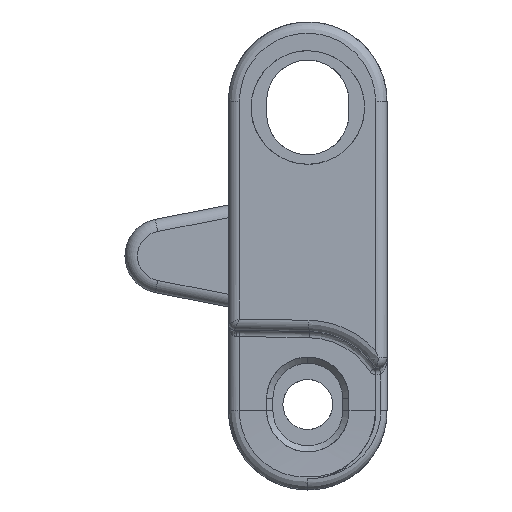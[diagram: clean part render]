
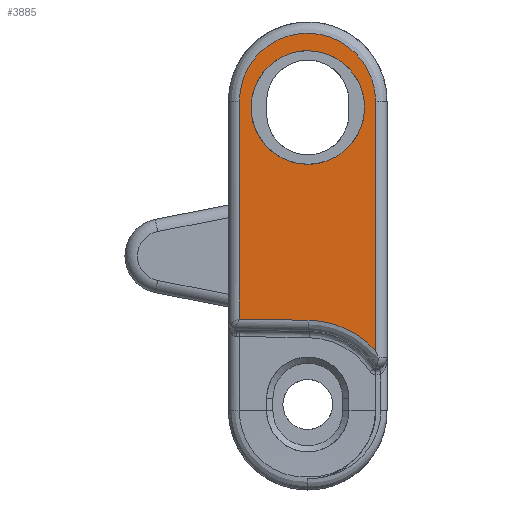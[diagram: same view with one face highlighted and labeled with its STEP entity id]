
A CAD part, left-side view. The second image highlights one B-rep face of the part: STEP entity #3885.
In plain terms, the highlighted planar face has unit normal (-0.999, 0.035, 0).
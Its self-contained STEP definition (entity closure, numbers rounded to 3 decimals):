
#603 = CARTESIAN_POINT ( 'NONE',  ( -56.61, 2.75, 16.45 ) ) ;
#622 = CARTESIAN_POINT ( 'NONE',  ( -57.246, -15.45, 7.35 ) ) ;
#1678 = CARTESIAN_POINT ( 'NONE',  ( -57.117, -11.769, -7.568 ) ) ;
#2121 = CARTESIAN_POINT ( 'NONE',  ( -56.737, -0.869, 12.4 ) ) ;
#2479 = VECTOR ( 'NONE', #8358, 1000. ) ;
#2822 = CARTESIAN_POINT ( 'NONE',  ( -57.117, -11.769, -7.568 ) ) ;
#2999 = CARTESIAN_POINT ( 'NONE',  ( -56.932, -6.447, -5.151 ) ) ;
#3885 = ADVANCED_FACE ( 'NONE', ( #13858, #30743 ), #19481, .T. ) ;
#4138 = VERTEX_POINT ( 'NONE', #13764 ) ;
#5514 = CARTESIAN_POINT ( 'NONE',  ( -56.928, -6.35, 16.45 ) ) ;
#5605 = ORIENTED_EDGE ( 'NONE', *, *, #26466, .F. ) ;
#5830 = DIRECTION ( 'NONE',  ( -0.999, 0.035, 0. ) ) ;
#6239 = EDGE_CURVE ( 'NONE', #14123, #10131, #20257, .T. ) ;
#7426 = EDGE_CURVE ( 'NONE', #15346, #14123, #30576, .T. ) ;
#7635 =( BOUNDED_CURVE ( )  B_SPLINE_CURVE ( 3, ( #5514, #30780, #622, #22067 ),
 .UNSPECIFIED., .F., .T. ) 
 B_SPLINE_CURVE_WITH_KNOTS ( ( 4, 4 ),
 ( 1.571, 4.712 ),
 .UNSPECIFIED. ) 
 CURVE ( )  GEOMETRIC_REPRESENTATION_ITEM ( )  RATIONAL_B_SPLINE_CURVE ( ( 1., 0.333, 0.333, 1. ) ) 
 REPRESENTATION_ITEM ( '' )  );
#7707 = EDGE_CURVE ( 'NONE', #35561, #10131, #18070, .T. ) ;
#8358 = DIRECTION ( 'NONE',  ( 0., 0., -1. ) ) ;
#8983 = CARTESIAN_POINT ( 'NONE',  ( -57.117, -11.769, 12.4 ) ) ;
#10131 = VERTEX_POINT ( 'NONE', #13845 ) ;
#10591 = VECTOR ( 'NONE', #20082, 1000. ) ;
#11341 = ORIENTED_EDGE ( 'NONE', *, *, #12214, .F. ) ;
#11709 = CARTESIAN_POINT ( 'NONE',  ( -56.737, -0.869, 23.3 ) ) ;
#11965 = EDGE_CURVE ( 'NONE', #22204, #14374, #7635, .T. ) ;
#12168 =( BOUNDED_CURVE ( )  B_SPLINE_CURVE ( 3, ( #33658, #13696, #603, #33297 ),
 .UNSPECIFIED., .F., .T. ) 
 B_SPLINE_CURVE_WITH_KNOTS ( ( 4, 4 ),
 ( 4.712, 7.854 ),
 .UNSPECIFIED. ) 
 CURVE ( )  GEOMETRIC_REPRESENTATION_ITEM ( )  RATIONAL_B_SPLINE_CURVE ( ( 1., 0.333, 0.333, 1. ) ) 
 REPRESENTATION_ITEM ( '' )  );
#12214 = EDGE_CURVE ( 'NONE', #4138, #15346, #33250, .T. ) ;
#13374 = ORIENTED_EDGE ( 'NONE', *, *, #6239, .F. ) ;
#13696 = CARTESIAN_POINT ( 'NONE',  ( -56.61, 2.75, 7.35 ) ) ;
#13764 = CARTESIAN_POINT ( 'NONE',  ( -57.117, -11.769, 12.4 ) ) ;
#13845 = CARTESIAN_POINT ( 'NONE',  ( -56.737, -0.869, -5.054 ) ) ;
#13858 = FACE_OUTER_BOUND ( 'NONE', #15302, .T. ) ;
#14123 = VERTEX_POINT ( 'NONE', #28248 ) ;
#14374 = VERTEX_POINT ( 'NONE', #25489 ) ;
#14848 = VECTOR ( 'NONE', #32410, 1000. ) ;
#15302 = EDGE_LOOP ( 'NONE', ( #35823, #13374, #35645, #11341, #5605 ) ) ;
#15346 = VERTEX_POINT ( 'NONE', #1678 ) ;
#16125 = CARTESIAN_POINT ( 'NONE',  ( -57.069, -10.385, -6.04 ) ) ;
#16767 = DIRECTION ( 'NONE',  ( -0.035, -0.999, 0. ) ) ;
#17196 = CARTESIAN_POINT ( 'NONE',  ( -57.134, -12.242, -5.252 ) ) ;
#18070 = LINE ( 'NONE', #35322, #14848 ) ;
#19481 = PLANE ( 'NONE',  #23022 ) ;
#20082 = DIRECTION ( 'NONE',  ( 0.035, 0.999, 0.017 ) ) ;
#20257 = LINE ( 'NONE', #17196, #10591 ) ;
#20416 = CARTESIAN_POINT ( 'NONE',  ( -56.737, -0.869, 12.4 ) ) ;
#21088 =( BOUNDED_CURVE ( )  B_SPLINE_CURVE ( 3, ( #20416, #11709, #33507, #8983 ),
 .UNSPECIFIED., .F., .T. ) 
 B_SPLINE_CURVE_WITH_KNOTS ( ( 4, 4 ),
 ( 0., 3.142 ),
 .UNSPECIFIED. ) 
 CURVE ( )  GEOMETRIC_REPRESENTATION_ITEM ( )  RATIONAL_B_SPLINE_CURVE ( ( 1., 0.333, 0.333, 1. ) ) 
 REPRESENTATION_ITEM ( '' )  );
#21412 = ORIENTED_EDGE ( 'NONE', *, *, #35893, .T. ) ;
#22067 = CARTESIAN_POINT ( 'NONE',  ( -56.928, -6.35, 7.35 ) ) ;
#22204 = VERTEX_POINT ( 'NONE', #30788 ) ;
#23022 = AXIS2_PLACEMENT_3D ( 'NONE', #30564, #5830, #16767 ) ;
#25489 = CARTESIAN_POINT ( 'NONE',  ( -56.928, -6.35, 7.35 ) ) ;
#26466 = EDGE_CURVE ( 'NONE', #35561, #4138, #21088, .T. ) ;
#27141 = ORIENTED_EDGE ( 'NONE', *, *, #11965, .T. ) ;
#27547 = CARTESIAN_POINT ( 'NONE',  ( -57.004, -8.508, -5.187 ) ) ;
#28248 = CARTESIAN_POINT ( 'NONE',  ( -56.932, -6.447, -5.151 ) ) ;
#28840 = EDGE_LOOP ( 'NONE', ( #21412, #27141 ) ) ;
#30564 = CARTESIAN_POINT ( 'NONE',  ( -57.15, -12.7, 21. ) ) ;
#30576 =( BOUNDED_CURVE ( )  B_SPLINE_CURVE ( 3, ( #2822, #16125, #27547, #2999 ),
 .UNSPECIFIED., .F., .T. ) 
 B_SPLINE_CURVE_WITH_KNOTS ( ( 4, 4 ),
 ( 3.877, 4.695 ),
 .UNSPECIFIED. ) 
 CURVE ( )  GEOMETRIC_REPRESENTATION_ITEM ( )  RATIONAL_B_SPLINE_CURVE ( ( 1., 0.945, 0.945, 1. ) ) 
 REPRESENTATION_ITEM ( '' )  );
#30743 = FACE_BOUND ( 'NONE', #28840, .T. ) ;
#30780 = CARTESIAN_POINT ( 'NONE',  ( -57.246, -15.45, 16.45 ) ) ;
#30788 = CARTESIAN_POINT ( 'NONE',  ( -56.928, -6.35, 16.45 ) ) ;
#32410 = DIRECTION ( 'NONE',  ( 0., 0., -1. ) ) ;
#33072 = CARTESIAN_POINT ( 'NONE',  ( -57.117, -11.769, 18.8 ) ) ;
#33250 = LINE ( 'NONE', #33072, #2479 ) ;
#33297 = CARTESIAN_POINT ( 'NONE',  ( -56.928, -6.35, 16.45 ) ) ;
#33507 = CARTESIAN_POINT ( 'NONE',  ( -57.117, -11.769, 23.3 ) ) ;
#33658 = CARTESIAN_POINT ( 'NONE',  ( -56.928, -6.35, 7.35 ) ) ;
#35322 = CARTESIAN_POINT ( 'NONE',  ( -56.737, -0.869, 18.8 ) ) ;
#35561 = VERTEX_POINT ( 'NONE', #2121 ) ;
#35645 = ORIENTED_EDGE ( 'NONE', *, *, #7426, .F. ) ;
#35823 = ORIENTED_EDGE ( 'NONE', *, *, #7707, .T. ) ;
#35893 = EDGE_CURVE ( 'NONE', #14374, #22204, #12168, .T. ) ;
